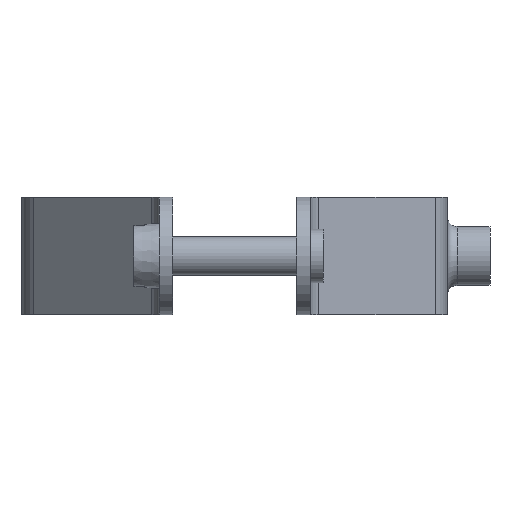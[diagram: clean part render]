
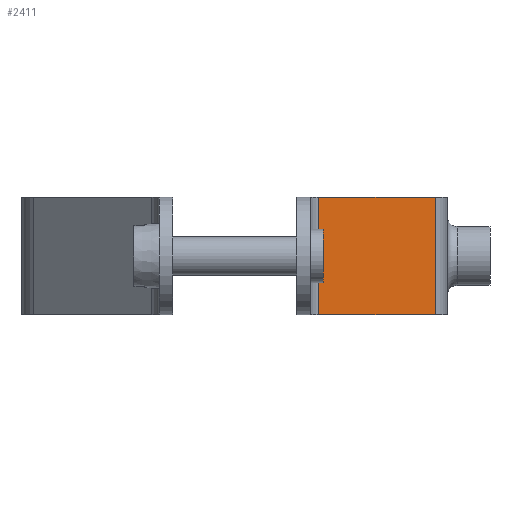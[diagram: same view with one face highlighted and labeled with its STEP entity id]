
A CAD part, left-side view. The second image highlights one B-rep face of the part: STEP entity #2411.
In plain terms, the highlighted planar face has unit normal (-0.674, -0.739, 0).
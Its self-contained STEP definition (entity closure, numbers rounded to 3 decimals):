
#164 = VECTOR ( 'NONE', #2449, 1000. ) ;
#171 = CARTESIAN_POINT ( 'NONE',  ( -32.844, -3.308, -9. ) ) ;
#188 = EDGE_CURVE ( 'NONE', #1820, #1762, #1649, .T. ) ;
#201 = EDGE_CURVE ( 'NONE', #843, #2297, #1078, .T. ) ;
#373 = DIRECTION ( 'NONE',  ( 0., 0., -1. ) ) ;
#449 = ORIENTED_EDGE ( 'NONE', *, *, #188, .T. ) ;
#520 = VECTOR ( 'NONE', #2493, 1000. ) ;
#527 = ORIENTED_EDGE ( 'NONE', *, *, #771, .T. ) ;
#613 = CARTESIAN_POINT ( 'NONE',  ( -34.849, -1.477, -9. ) ) ;
#771 = EDGE_CURVE ( 'NONE', #1762, #843, #2438, .T. ) ;
#828 = DIRECTION ( 'NONE',  ( 0.674, 0.738, 0. ) ) ;
#843 = VERTEX_POINT ( 'NONE', #1038 ) ;
#1007 = CARTESIAN_POINT ( 'NONE',  ( -13.281, -21.169, -9. ) ) ;
#1038 = CARTESIAN_POINT ( 'NONE',  ( -32.844, -3.308, 9. ) ) ;
#1078 = LINE ( 'NONE', #171, #2147 ) ;
#1458 = CARTESIAN_POINT ( 'NONE',  ( -34.849, -1.477, 9. ) ) ;
#1461 = EDGE_LOOP ( 'NONE', ( #2650, #2201, #449, #527 ) ) ;
#1562 = EDGE_CURVE ( 'NONE', #1820, #2297, #1864, .T. ) ;
#1649 = LINE ( 'NONE', #1007, #520 ) ;
#1762 = VERTEX_POINT ( 'NONE', #2306 ) ;
#1815 = VECTOR ( 'NONE', #2719, 1000. ) ;
#1820 = VERTEX_POINT ( 'NONE', #2122 ) ;
#1833 = CARTESIAN_POINT ( 'NONE',  ( -32.844, -3.308, -9. ) ) ;
#1864 = LINE ( 'NONE', #2038, #164 ) ;
#1895 = PLANE ( 'NONE',  #2000 ) ;
#2000 = AXIS2_PLACEMENT_3D ( 'NONE', #613, #828, #2317 ) ;
#2038 = CARTESIAN_POINT ( 'NONE',  ( -34.849, -1.477, -9. ) ) ;
#2122 = CARTESIAN_POINT ( 'NONE',  ( -13.281, -21.169, -9. ) ) ;
#2147 = VECTOR ( 'NONE', #373, 1000. ) ;
#2201 = ORIENTED_EDGE ( 'NONE', *, *, #1562, .F. ) ;
#2297 = VERTEX_POINT ( 'NONE', #1833 ) ;
#2306 = CARTESIAN_POINT ( 'NONE',  ( -13.281, -21.169, 9. ) ) ;
#2317 = DIRECTION ( 'NONE',  ( 0.738, -0.674, 0. ) ) ;
#2411 = ADVANCED_FACE ( 'NONE', ( #2473 ), #1895, .F. ) ;
#2438 = LINE ( 'NONE', #1458, #1815 ) ;
#2449 = DIRECTION ( 'NONE',  ( -0.738, 0.674, 0. ) ) ;
#2473 = FACE_OUTER_BOUND ( 'NONE', #1461, .T. ) ;
#2493 = DIRECTION ( 'NONE',  ( 0., 0., 1. ) ) ;
#2650 = ORIENTED_EDGE ( 'NONE', *, *, #201, .T. ) ;
#2719 = DIRECTION ( 'NONE',  ( -0.738, 0.674, 0. ) ) ;
